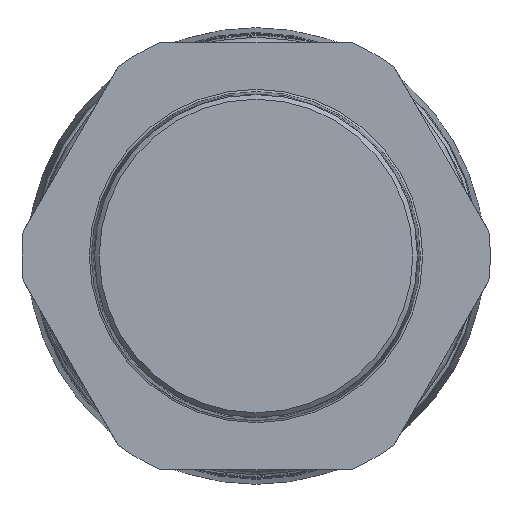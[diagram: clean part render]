
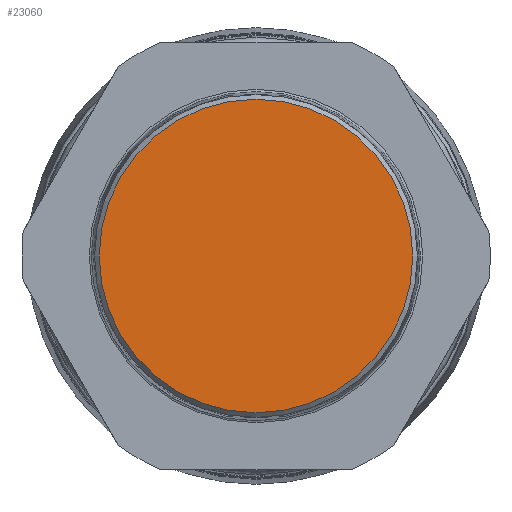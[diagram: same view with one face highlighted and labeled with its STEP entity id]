
A CAD part, left-side view. The second image highlights one B-rep face of the part: STEP entity #23060.
In plain terms, the highlighted planar face has unit normal (-1, 0, 0).
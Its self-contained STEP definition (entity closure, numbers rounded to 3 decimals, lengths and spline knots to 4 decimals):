
#5230=FACE_OUTER_BOUND('',#6542,.T.);
#6542=EDGE_LOOP('',(#19806));
#7612=CIRCLE('',#25227,1.3706);
#9721=VERTEX_POINT('',#47945);
#13092=EDGE_CURVE('',#9721,#9721,#7612,.T.);
#19806=ORIENTED_EDGE('',*,*,#13092,.F.);
#20531=PLANE('',#25226);
#23060=ADVANCED_FACE('',(#5230),#20531,.T.);
#25226=AXIS2_PLACEMENT_3D('',#47944,#30425,#30426);
#25227=AXIS2_PLACEMENT_3D('',#47946,#30427,#30428);
#30425=DIRECTION('center_axis',(-1.,0.,0.));
#30426=DIRECTION('ref_axis',(0.,0.,
-1.));
#30427=DIRECTION('center_axis',(1.,0.,0.));
#30428=DIRECTION('ref_axis',(0.,1.,0.));
#47944=CARTESIAN_POINT('Origin',(-1.5366,-1.41,0.));
#47945=CARTESIAN_POINT('',(-1.5366,-1.3706,0.));
#47946=CARTESIAN_POINT('Origin',(-1.5366,0.,
0.));
